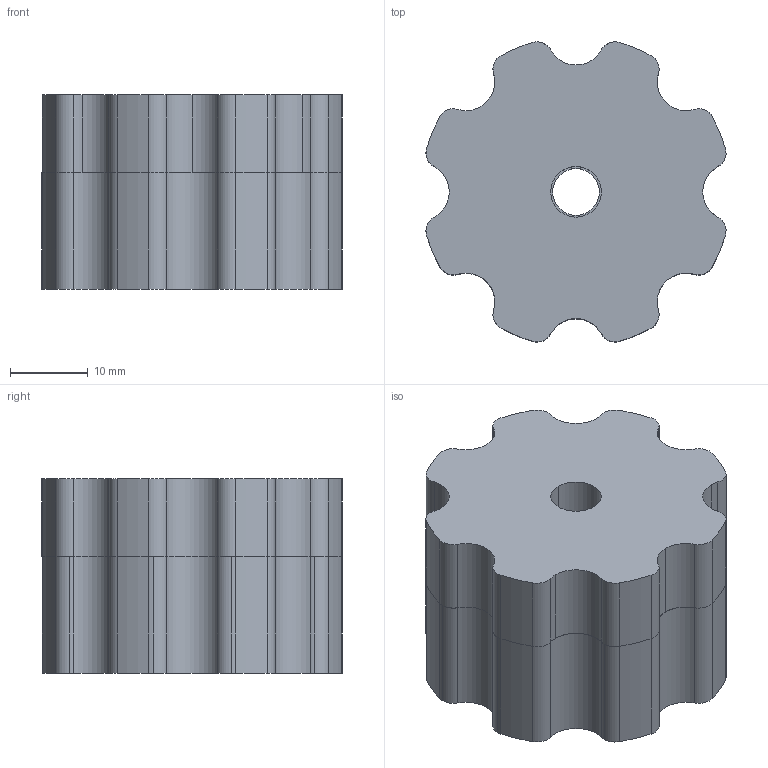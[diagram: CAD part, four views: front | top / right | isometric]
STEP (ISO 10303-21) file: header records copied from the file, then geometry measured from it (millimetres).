
FILE_DESCRIPTION (( 'STEP AP214' ), '1' );
FILE_NAME ('contra-tope-regulador.STEP', '2024-07-24T13:43:48', ( '' ), ( '' ), 'SwSTEP 2.0', 'SolidWorks 2023', '' );
FILE_SCHEMA (( 'AUTOMOTIVE_DESIGN' ));
Length unit declared in the file: millimetre
Products named in the file (4): Regulador tuerca; contra-tope-regulador; Regulador tuerca-2; DIN 934 M6
Assembly tree (3 placements, depth 2):
  contra-tope-regulador
    Regulador tuerca
    DIN 934 M6
    Regulador tuerca-2
Bounding box: 38.57 x 38.57 x 25 mm (x, y, z)
Volume: 26199.8 mm3; surface area: 9412.6 mm2
Topology: 3 solids, 3 shells, 127 faces, 336 edges, 224 vertices
Faces by surface type: cylinder 84, plane 27, cone 16
Entity records: 4183 total; most frequent: DIRECTION 802, CARTESIAN_POINT 693, ORIENTED_EDGE 672, EDGE_CURVE 336, AXIS2_PLACEMENT_3D 333, VERTEX_POINT 224, CIRCLE 200, EDGE_LOOP 142
